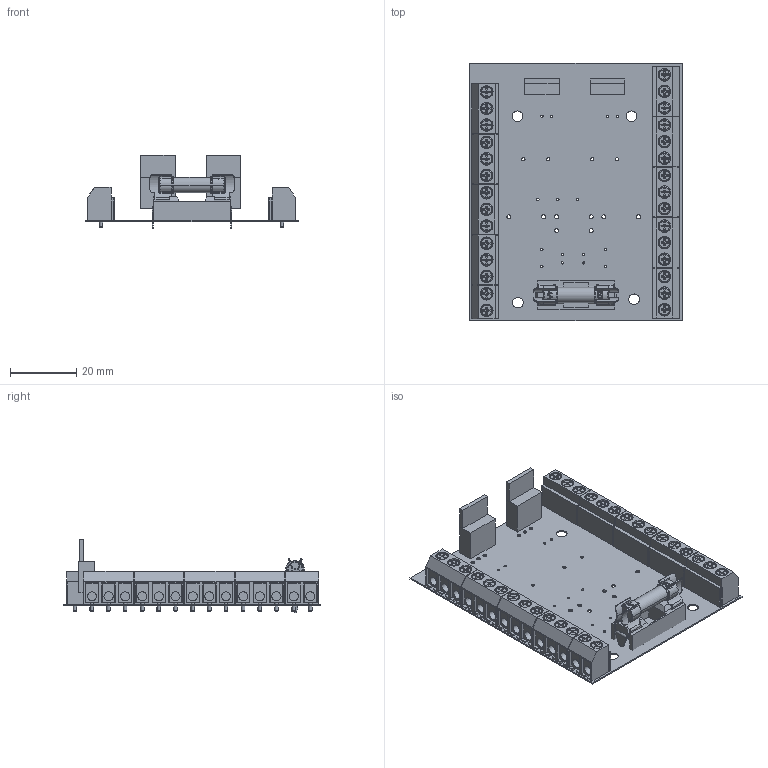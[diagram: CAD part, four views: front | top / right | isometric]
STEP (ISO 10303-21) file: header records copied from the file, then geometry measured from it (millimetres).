
FILE_DESCRIPTION(('Open CASCADE Model'),'2;1');
FILE_NAME('Open CASCADE Shape Model','2020-04-24T10:35:40',('Author'),( 'Open CASCADE'),'Open CASCADE STEP processor 6.8','Open CASCADE 6.8' ,'Unknown');
FILE_SCHEMA(('AUTOMOTIVE_DESIGN { 1 0 10303 214 1 1 1 1 }'));
Products named in the file (1): PCB
Bounding box: 64.01 x 77.72 x 22.21 mm (x, y, z)
Volume: 12382.8 mm3; surface area: 32776.6 mm2
Topology: 109 solids, 109 shells, 2090 faces, 5357 edges, 3519 vertices
Faces by surface type: plane 1279, cylinder 628, torus 103, bspline 80
Full cylindrical faces by diameter (mm): 0.7 x15, 1 x33, 1.1 x25, 1.2 x8, 1.5 x2, 2.75 x29, 3.2 x4, 3.5 x29, 3.8 x29
Entity records: 68977 total; most frequent: CARTESIAN_POINT 16577, ORIENTED_EDGE 10714, DIRECTION 10511, EDGE_CURVE 5357, LINE 3621, VECTOR 3621, VERTEX_POINT 3519, AXIS2_PLACEMENT_3D 3445
